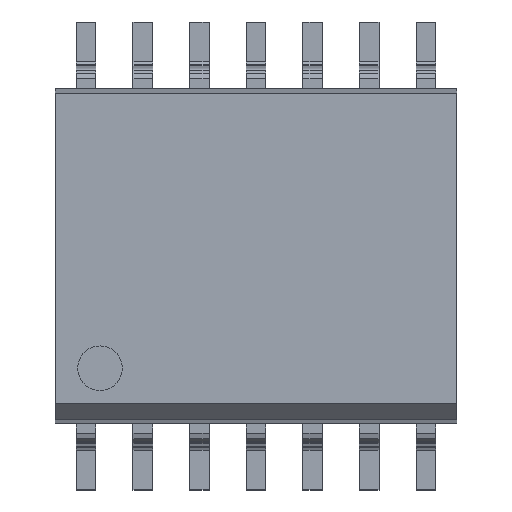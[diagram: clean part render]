
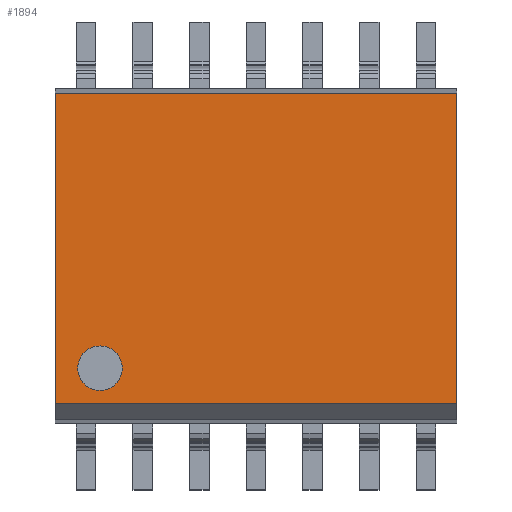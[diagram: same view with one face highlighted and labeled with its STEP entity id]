
A CAD part, top view. The second image highlights one B-rep face of the part: STEP entity #1894.
In plain terms, the highlighted face is planar.
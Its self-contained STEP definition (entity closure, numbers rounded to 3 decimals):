
#205 = EDGE_LOOP ( 'NONE', ( #688, #1225, #1108, #2861 ) ) ;
#212 = DIRECTION ( 'NONE',  ( 0., 0., 1. ) ) ;
#327 = AXIS2_PLACEMENT_3D ( 'NONE', #2933, #3586, #2649 ) ;
#336 = CARTESIAN_POINT ( 'NONE',  ( -3.32, 1.25, 0. ) ) ;
#343 = CARTESIAN_POINT ( 'NONE',  ( 3.65, 1.25, 9. ) ) ;
#516 = CARTESIAN_POINT ( 'NONE',  ( -3.65, 1.25, 0. ) ) ;
#602 = LINE ( 'NONE', #516, #2374 ) ;
#688 = ORIENTED_EDGE ( 'NONE', *, *, #1341, .T. ) ;
#720 = EDGE_CURVE ( 'NONE', #3349, #1017, #602, .T. ) ;
#1017 = VERTEX_POINT ( 'NONE', #336 ) ;
#1108 = ORIENTED_EDGE ( 'NONE', *, *, #1130, .T. ) ;
#1119 = LINE ( 'NONE', #3001, #3743 ) ;
#1130 = EDGE_CURVE ( 'NONE', #1017, #1835, #1749, .T. ) ;
#1225 = ORIENTED_EDGE ( 'NONE', *, *, #720, .T. ) ;
#1341 = EDGE_CURVE ( 'NONE', #1679, #3349, #1609, .T. ) ;
#1609 = LINE ( 'NONE', #3207, #3272 ) ;
#1679 = VERTEX_POINT ( 'NONE', #343 ) ;
#1749 = LINE ( 'NONE', #3604, #1753 ) ;
#1753 = VECTOR ( 'NONE', #212, 1000. ) ;
#1778 = DIRECTION ( 'NONE',  ( -1., 0., 0. ) ) ;
#1835 = VERTEX_POINT ( 'NONE', #3202 ) ;
#1894 = ADVANCED_FACE ( 'NONE', ( #3735 ), #3756, .T. ) ;
#2013 = EDGE_CURVE ( 'NONE', #1679, #1835, #1119, .T. ) ;
#2075 = CARTESIAN_POINT ( 'NONE',  ( 3.65, 1.25, 0. ) ) ;
#2120 = DIRECTION ( 'NONE',  ( -1., 0., 0. ) ) ;
#2374 = VECTOR ( 'NONE', #1778, 1000. ) ;
#2649 = DIRECTION ( 'NONE',  ( 0., 0., 1. ) ) ;
#2861 = ORIENTED_EDGE ( 'NONE', *, *, #2013, .F. ) ;
#2933 = CARTESIAN_POINT ( 'NONE',  ( -3.32, 1.25, 0. ) ) ;
#3001 = CARTESIAN_POINT ( 'NONE',  ( -3.65, 1.25, 9. ) ) ;
#3202 = CARTESIAN_POINT ( 'NONE',  ( -3.32, 1.25, 9. ) ) ;
#3207 = CARTESIAN_POINT ( 'NONE',  ( 3.65, 1.25, 0. ) ) ;
#3272 = VECTOR ( 'NONE', #3474, 1000. ) ;
#3349 = VERTEX_POINT ( 'NONE', #2075 ) ;
#3474 = DIRECTION ( 'NONE',  ( 0., 0., -1. ) ) ;
#3586 = DIRECTION ( 'NONE',  ( 0., 1., 0. ) ) ;
#3604 = CARTESIAN_POINT ( 'NONE',  ( -3.32, 1.25, 0. ) ) ;
#3735 = FACE_OUTER_BOUND ( 'NONE', #205, .T. ) ;
#3743 = VECTOR ( 'NONE', #2120, 1000. ) ;
#3756 = PLANE ( 'NONE',  #327 ) ;
